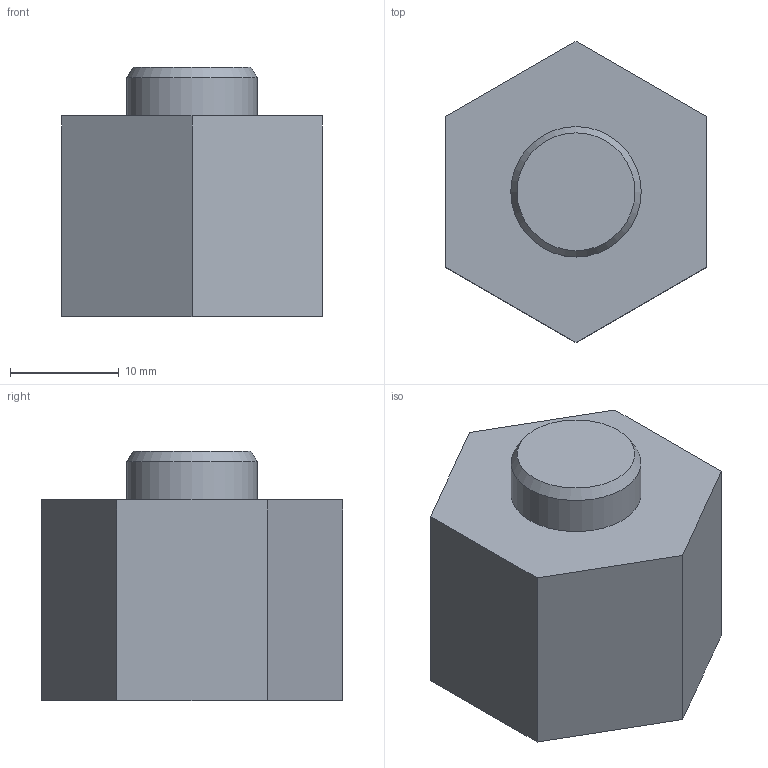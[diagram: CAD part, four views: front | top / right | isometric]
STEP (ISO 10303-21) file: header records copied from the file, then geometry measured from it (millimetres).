
FILE_DESCRIPTION(/* description */ ('STEP AP203'),/* implementation_level */ '2;1');
FILE_NAME(/* name */ 'Plug Cone VKM 12-01',/* time_stamp */ '2025-01-14T12:03:30+01:00',/* author */ ('License CC BY-ND 4.0'),/* organization */ ('CADENAS'),/* preprocessor_version */ 'ST-DEVELOPER v19.3',/* originating_system */ 'PARTsolutions',/* authorisation */ ' ');
FILE_SCHEMA (('CONFIG_CONTROL_DESIGN'));
Length unit declared in the file: millimetre
Products named in the file (1): Verschlusskegel VKM 12-01
Bounding box: 24 x 27.71 x 23 mm (x, y, z)
Volume: 8116.8 mm3; surface area: 3664.2 mm2
Topology: 1 solids, 1 shells, 20 faces, 37 edges, 24 vertices
Faces by surface type: plane 13, cone 4, cylinder 2, torus 1
Full cylindrical faces by diameter (mm): 12 x1, 18.376 x1
Entity records: 626 total; most frequent: DIRECTION 84, CARTESIAN_POINT 75, ORIENTED_EDGE 60, AXIS2_PLACEMENT_3D 33, EDGE_LOOP 32, FACE_BOUND 32, EDGE_CURVE 30, VERTEX_POINT 24
